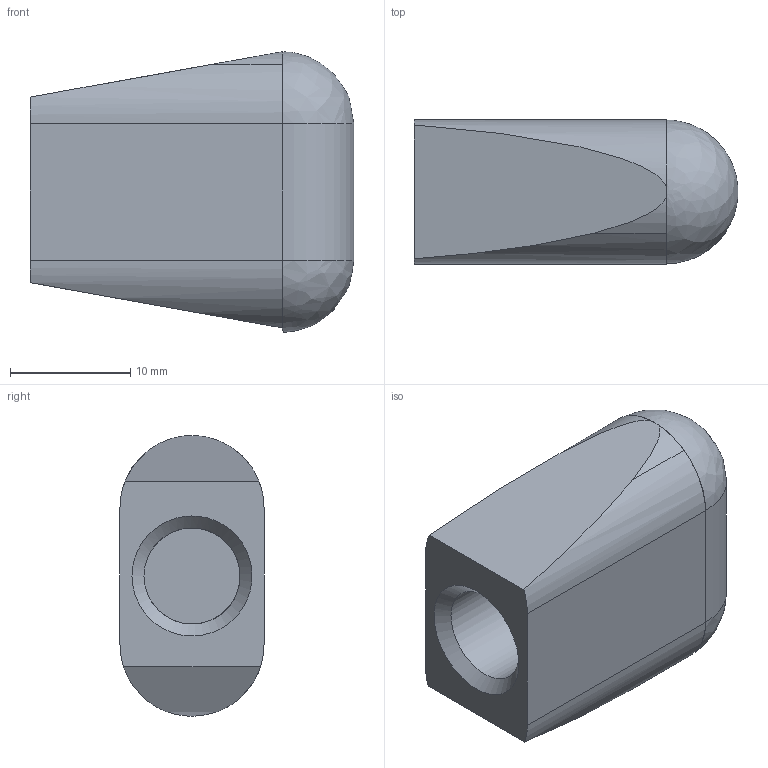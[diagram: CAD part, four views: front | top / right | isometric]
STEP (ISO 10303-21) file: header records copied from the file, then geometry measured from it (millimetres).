
FILE_DESCRIPTION(/* description */ (''),/* implementation_level */ '2;1');
FILE_NAME(/* name */ 'hammerHead2',/* time_stamp */ '2025-12-04T19:24:26+03:00',/* author */ (''),/* organization */ (''),/* preprocessor_version */ 'ST-DEVELOPER v16.5',/* originating_system */ 'Rhino 7.23',/* authorisation */ '');
FILE_SCHEMA (('CONFIG_CONTROL_DESIGN'));
Length unit declared in the file: millimetre
Products named in the file (1): Document
Bounding box: 26.97 x 12 x 23.36 mm (x, y, z)
Volume: 4744 mm3; surface area: 2319.6 mm2
Topology: 1 solids, 1 shells, 19 faces, 45 edges, 28 vertices
Faces by surface type: plane 9, cylinder 7, bspline 3
Full cylindrical faces by diameter (mm): 8 x1
Entity records: 721 total; most frequent: CARTESIAN_POINT 351, ORIENTED_EDGE 88, EDGE_CURVE 44, VERTEX_POINT 28, EDGE_LOOP 20, B_SPLINE_CURVE_WITH_KNOTS 20, ADVANCED_FACE 19, FACE_OUTER_BOUND 19
